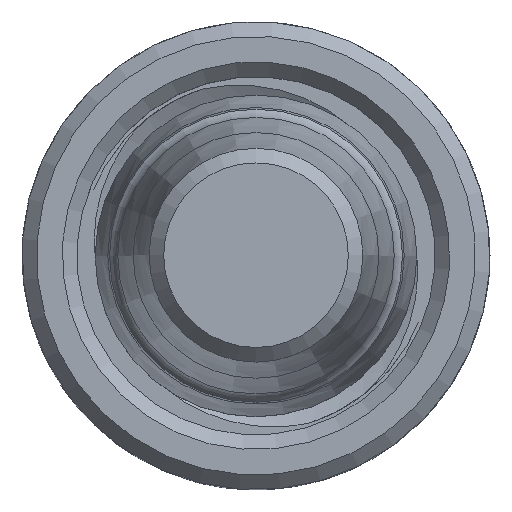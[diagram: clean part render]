
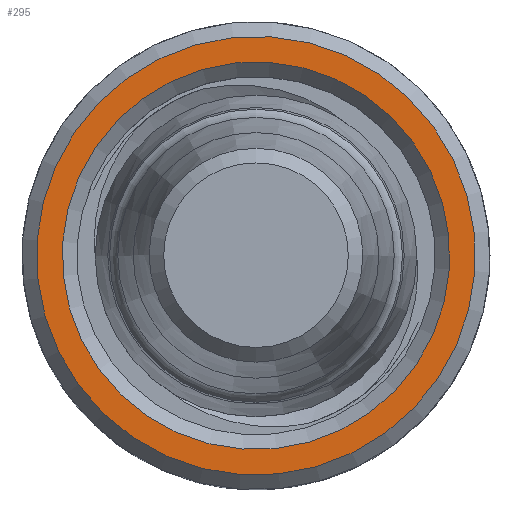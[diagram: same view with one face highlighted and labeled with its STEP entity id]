
A CAD part, top view. The second image highlights one B-rep face of the part: STEP entity #295.
In plain terms, the highlighted planar face has unit normal (0, 0, 1).
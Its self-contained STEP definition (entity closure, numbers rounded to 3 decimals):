
#70=PLANE('',#1140);
#295=ADVANCED_FACE('',(#380,#381),#70,.F.);
#380=FACE_BOUND('',#459,.T.);
#381=FACE_BOUND('',#460,.T.);
#459=EDGE_LOOP('',(#677));
#460=EDGE_LOOP('',(#678));
#677=ORIENTED_EDGE('',*,*,#911,.F.);
#678=ORIENTED_EDGE('',*,*,#913,.T.);
#802=VERTEX_POINT('',#2242);
#804=VERTEX_POINT('',#2247);
#911=EDGE_CURVE('',#802,#802,#1010,.T.);
#913=EDGE_CURVE('',#804,#804,#1012,.T.);
#1010=CIRCLE('',#1109,6.625);
#1012=CIRCLE('',#1112,7.5);
#1109=AXIS2_PLACEMENT_3D('',#2241,#1301,#1302);
#1112=AXIS2_PLACEMENT_3D('',#2246,#1307,#1308);
#1140=AXIS2_PLACEMENT_3D('',#2507,#1375,#1376);
#1301=DIRECTION('',(0.,0.,1.));
#1302=DIRECTION('',(-0.719,0.695,0.));
#1307=DIRECTION('',(0.,0.,1.));
#1308=DIRECTION('',(-0.719,0.695,0.));
#1375=DIRECTION('',(0.,0.,-1.));
#1376=DIRECTION('',(-0.719,0.695,0.));
#2241=CARTESIAN_POINT('',(0.,0.,0.));
#2242=CARTESIAN_POINT('',(-4.762,4.605,0.));
#2246=CARTESIAN_POINT('',(0.,0.,0.));
#2247=CARTESIAN_POINT('',(-5.391,5.214,0.));
#2507=CARTESIAN_POINT('',(-5.214,-5.391,0.));
